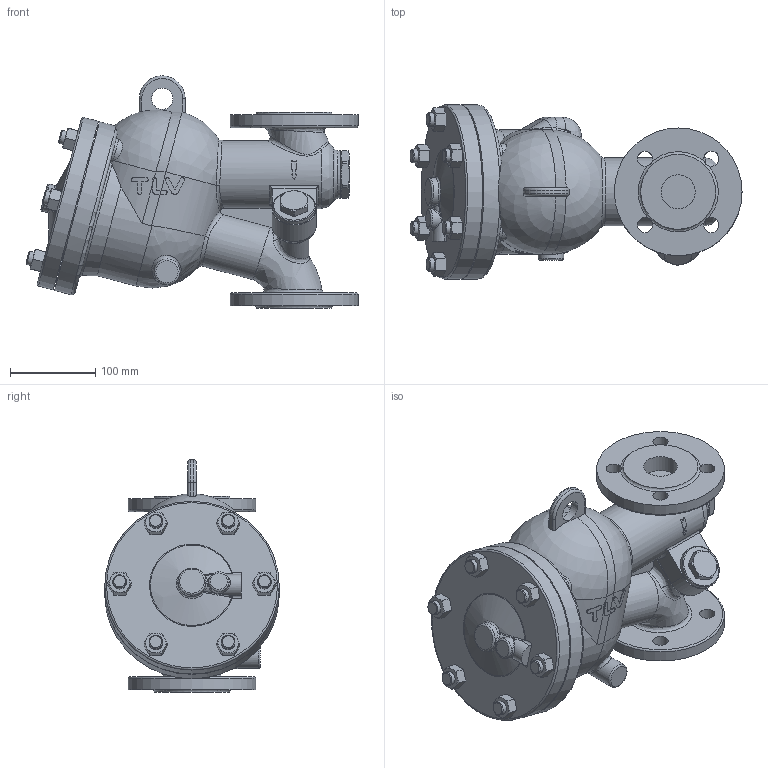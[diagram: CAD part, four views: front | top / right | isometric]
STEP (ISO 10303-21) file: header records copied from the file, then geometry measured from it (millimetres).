
FILE_DESCRIPTION((''),'2;1');
FILE_NAME('kh7vx-040-e0025-00.stp','2011-04-05T19:15:54',('asada'),(''),'Autodesk Inventor 2008','Autodesk Inventor 2008','');
FILE_SCHEMA(('AUTOMOTIVE_DESIGN { 1 0 10303 214 1 1 1 1 }'));
Length unit declared in the file: millimetre
Products named in the file (1): kh7vx-040-e0025-00
Bounding box: 390 x 205 x 272.93 mm (x, y, z)
Volume: 6552697 mm3; surface area: 365977.2 mm2
Topology: 1 solids, 1 shells, 414 faces, 1030 edges, 634 vertices
Faces by surface type: plane 134, cylinder 102, bspline 101, cone 63, torus 10, sphere 4
Full cylindrical faces by diameter (mm): 16 x12, 18 x8, 24 x1, 25 x1, 30 x1, 33 x1, 40 x2, 49.5 x1, 50 x1, 56 x1, 80 x1, 144.5 x1, 150 x2, 205 x2
Entity records: 23367 total; most frequent: CARTESIAN_POINT 14565, ORIENTED_EDGE 1902, DIRECTION 1667, EDGE_CURVE 951, AXIS2_PLACEMENT_3D 712, VERTEX_POINT 614, EDGE_LOOP 519, FACE_OUTER_BOUND 414
